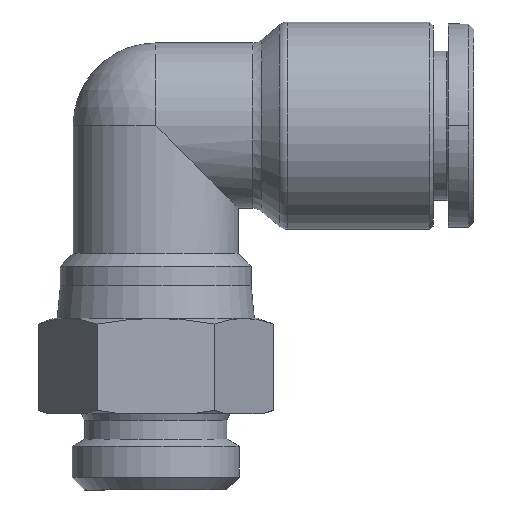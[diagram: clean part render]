
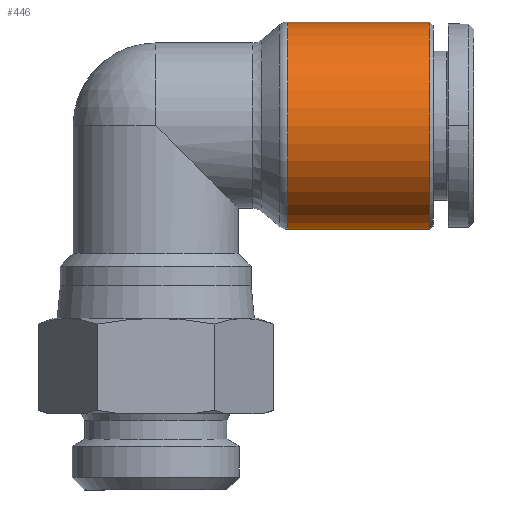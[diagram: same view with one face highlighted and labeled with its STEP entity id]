
A CAD part, front view. The second image highlights one B-rep face of the part: STEP entity #446.
In plain terms, the highlighted cylindrical face has radius 8.15 mm (diameter 16.3 mm), a partial arc.
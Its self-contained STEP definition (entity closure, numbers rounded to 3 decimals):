
#405=CARTESIAN_POINT('',(5.767,0.,0.));
#406=DIRECTION('',(1.0,0.0,0.0));
#407=DIRECTION('',(0.0,0.0,1.0));
#408=AXIS2_PLACEMENT_3D('',#405,#406,#407);
#409=CYLINDRICAL_SURFACE('',#408,8.15);
#410=CARTESIAN_POINT('',(1.126,0.,8.15));
#411=VERTEX_POINT('',#410);
#412=CARTESIAN_POINT('',(12.317,0.,8.15));
#413=VERTEX_POINT('',#412);
#414=CARTESIAN_POINT('',(1.126,0.,8.15));
#415=DIRECTION('',(1.0,0.0,0.0));
#416=VECTOR('',#415,11.191);
#417=LINE('',#414,#416);
#418=EDGE_CURVE('',#411,#413,#417,.T.);
#419=ORIENTED_EDGE('',*,*,#418,.F.);
#420=CARTESIAN_POINT('',(1.126,0.,-8.15));
#421=VERTEX_POINT('',#420);
#422=CARTESIAN_POINT('',(1.126,0.,0.));
#423=DIRECTION('',(-1.0,0.0,0.0));
#424=DIRECTION('',(0.0,0.0,-1.0));
#425=AXIS2_PLACEMENT_3D('',#422,#423,#424);
#426=CIRCLE('',#425,8.15);
#427=EDGE_CURVE('',#421,#411,#426,.T.);
#428=ORIENTED_EDGE('',*,*,#427,.F.);
#429=CARTESIAN_POINT('',(12.317,0.,-8.15));
#430=VERTEX_POINT('',#429);
#431=CARTESIAN_POINT('',(12.317,0.,-8.15));
#432=DIRECTION('',(-1.0,0.0,0.0));
#433=VECTOR('',#432,11.191);
#434=LINE('',#431,#433);
#435=EDGE_CURVE('',#430,#421,#434,.T.);
#436=ORIENTED_EDGE('',*,*,#435,.F.);
#437=CARTESIAN_POINT('',(12.317,0.,0.));
#438=DIRECTION('',(1.0,0.0,0.0));
#439=DIRECTION('',(0.0,0.0,1.0));
#440=AXIS2_PLACEMENT_3D('',#437,#438,#439);
#441=CIRCLE('',#440,8.15);
#442=EDGE_CURVE('',#413,#430,#441,.T.);
#443=ORIENTED_EDGE('',*,*,#442,.F.);
#444=EDGE_LOOP('',(#419,#428,#436,#443));
#445=FACE_OUTER_BOUND('',#444,.T.);
#446=ADVANCED_FACE('',(#445),#409,.T.);
